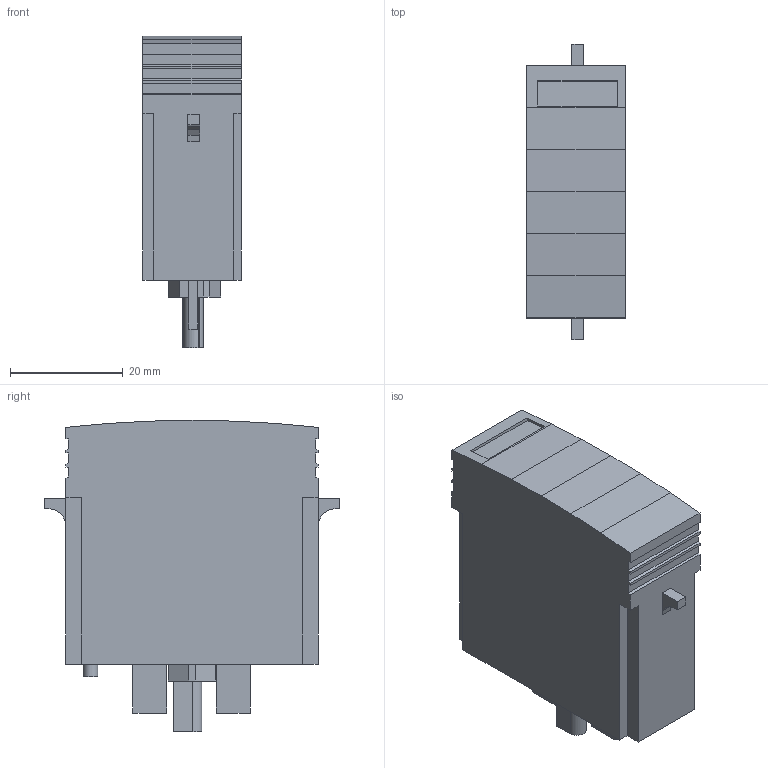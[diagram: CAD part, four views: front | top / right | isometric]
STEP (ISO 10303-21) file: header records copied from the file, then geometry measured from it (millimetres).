
FILE_DESCRIPTION(('Creo Elements/Direct Modeling STEP Export'),'2;1');
FILE_NAME('model.stp','2020-10-30T 8:02:54',(''),(''),'Creo Elements/Direct Modeling STEP processor for AP214 (Solid Model)','Creo Elements/Direct Modeling 20.1A 29-Sep-2018 (C) Parametric Technology GmbH','');
FILE_SCHEMA(('AUTOMOTIVE_DESIGN { 1 0 10303 214 1 1 1 1 }'));
Length unit declared in the file: millimetre
Products named in the file (2): VAL_MS_500_ST-select
Assembly tree (1 placements, depth 2):
  VAL_MS_500_ST-select
    VAL_MS_500_ST-select
Bounding box: 17.5 x 52.4 x 55.3 mm (x, y, z)
Volume: 33449.3 mm3; surface area: 7509.3 mm2
Topology: 1 solids, 1 shells, 99 faces, 267 edges, 178 vertices
Faces by surface type: plane 94, cylinder 5
Entity records: 3860 total; most frequent: CARTESIAN_POINT 542, ORIENTED_EDGE 534, DIRECTION 471, EDGE_CURVE 267, VECTOR 257, LINE 257, VERTEX_POINT 178, AXIS2_PLACEMENT_3D 107
